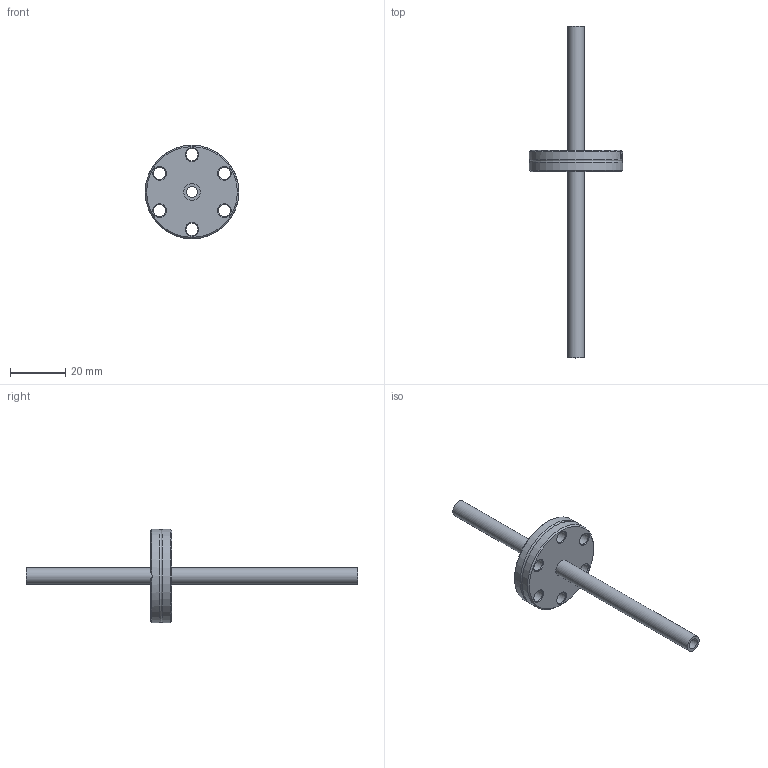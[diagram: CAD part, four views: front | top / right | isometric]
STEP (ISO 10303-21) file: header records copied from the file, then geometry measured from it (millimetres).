
FILE_DESCRIPTION(/* description */ (''),/* implementation_level */ '2;1');
FILE_NAME(/* name */ 'FL-LF1-6MM-16CF.stp',/* time_stamp */ '2020-11-23T08:12:30+00:00',/* author */ ('Paul'),/* organization */ (''),/* preprocessor_version */ 'ST-DEVELOPER v18.1',/* originating_system */ 'Autodesk Inventor 2021',/* authorisation */ '');
FILE_SCHEMA (('AUTOMOTIVE_DESIGN { 1 0 10303 214 3 1 1 }'));
Length unit declared in the file: millimetre
Products named in the file (3): FL-LF1-6MM-16CF; 6mm tube for tube end version; FL-16CF
Assembly tree (2 placements, depth 2):
  FL-LF1-6MM-16CF
    6mm tube for tube end version
    FL-16CF
Bounding box: 33.8 x 120 x 33.8 mm (x, y, z)
Volume: 7368.5 mm3; surface area: 6971.2 mm2
Topology: 2 solids, 2 shells, 129 faces, 346 edges, 228 vertices
Faces by surface type: plane 48, bspline 41, cylinder 22, cone 17, torus 1
Full cylindrical faces by diameter (mm): 4 x1, 4.4 x6, 6 x2, 21.4 x1, 33.8 x2
Entity records: 5534 total; most frequent: CARTESIAN_POINT 2352, ORIENTED_EDGE 692, DIRECTION 555, EDGE_CURVE 346, VERTEX_POINT 228, AXIS2_PLACEMENT_3D 208, EDGE_LOOP 152, LINE 139
